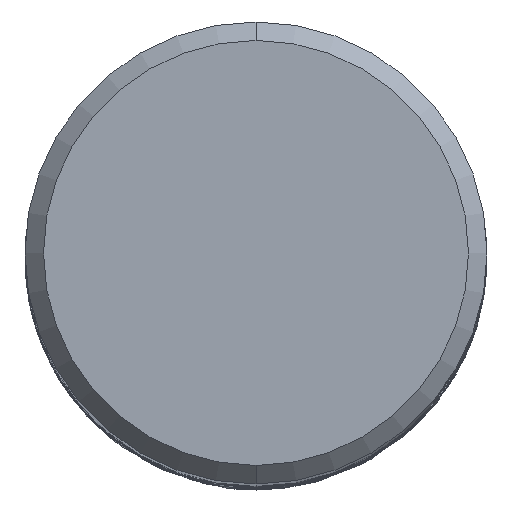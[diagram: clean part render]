
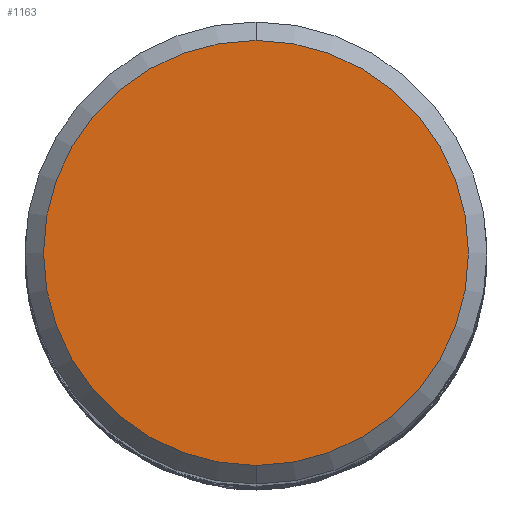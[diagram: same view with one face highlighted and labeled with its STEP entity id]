
A CAD part, top view. The second image highlights one B-rep face of the part: STEP entity #1163.
In plain terms, the highlighted planar face has unit normal (0, 0, 1).
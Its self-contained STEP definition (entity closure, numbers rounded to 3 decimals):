
#783=EDGE_CURVE('',#1211,#1045,#2017,.T.);
#1045=VERTEX_POINT('',#2306);
#1067=EDGE_CURVE('',#1045,#1211,#2328,.T.);
#1163=ADVANCED_FACE('',(#2431),#2432,.T.);
#1211=VERTEX_POINT('',#2482);
#2017=CIRCLE('',#5852,11.5);
#2306=CARTESIAN_POINT('',(0.,-11.5,0.0));
#2328=CIRCLE('',#11087,11.5);
#2431=FACE_OUTER_BOUND('',#12157,.T.);
#2432=PLANE('',#12158);
#2482=CARTESIAN_POINT('',(0.0,11.5,0.0));
#5852=AXIS2_PLACEMENT_3D('',#23050,#23051,#23052);
#11087=AXIS2_PLACEMENT_3D('',#23397,#23398,#23399);
#12157=EDGE_LOOP('',(#23479,#23480));
#12158=AXIS2_PLACEMENT_3D('',#23481,#23482,#23483);
#23050=CARTESIAN_POINT('',(0.0,0.0,0.0));
#23051=DIRECTION('',(0.0,0.0,-1.0));
#23052=DIRECTION('',(0.0,1.0,0.0));
#23397=CARTESIAN_POINT('',(0.0,0.0,0.0));
#23398=DIRECTION('',(0.0,0.0,-1.0));
#23399=DIRECTION('',(0.0,1.0,0.0));
#23479=ORIENTED_EDGE('',*,*,#783,.F.);
#23480=ORIENTED_EDGE('',*,*,#1067,.F.);
#23481=CARTESIAN_POINT('',(0.0,5.75,0.0));
#23482=DIRECTION('',(-0.0,0.0,1.0));
#23483=DIRECTION('',(0.0,-1.0,0.0));
